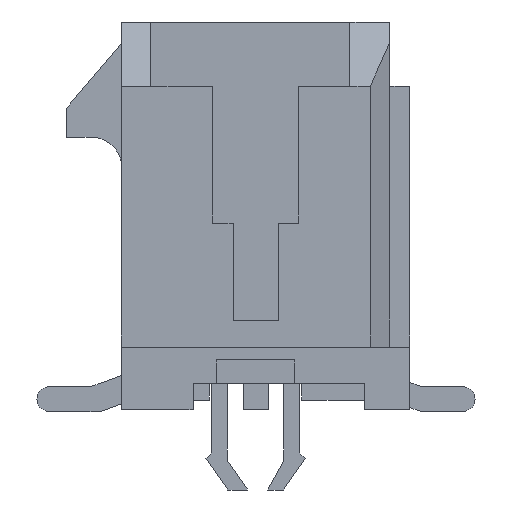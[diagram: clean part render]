
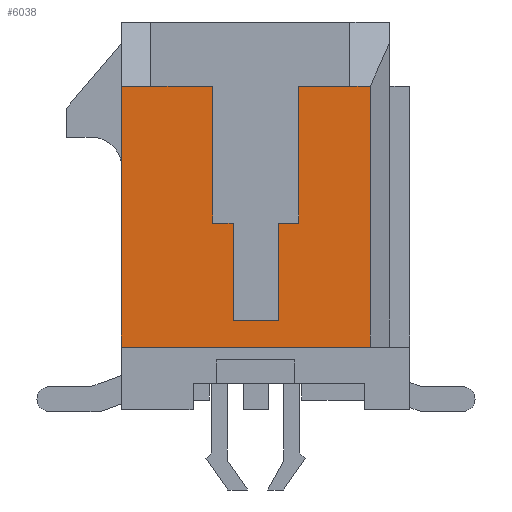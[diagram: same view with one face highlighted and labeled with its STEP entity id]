
A CAD part, left-side view. The second image highlights one B-rep face of the part: STEP entity #6038.
In plain terms, the highlighted planar face has unit normal (-1, 0, 0).
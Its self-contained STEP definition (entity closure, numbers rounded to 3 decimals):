
#1=DIRECTION('',(0.,0.,-1.));
#2=VECTOR('',#1,3.5);
#3=CARTESIAN_POINT('',(-9.325,-1.1,3.315));
#4=LINE('',#3,#2);
#5=DIRECTION('',(0.,1.,0.));
#6=VECTOR('',#5,1.31);
#7=CARTESIAN_POINT('',(-9.325,-2.41,3.315));
#8=LINE('',#7,#6);
#9=DIRECTION('',(0.,-1.,0.));
#10=VECTOR('',#9,0.52);
#11=CARTESIAN_POINT('',(-9.325,-2.41,3.315));
#12=LINE('',#11,#10);
#13=DIRECTION('',(0.,0.,-1.));
#14=VECTOR('',#13,6.67);
#15=CARTESIAN_POINT('',(-9.325,-2.93,3.315));
#16=LINE('',#15,#14);
#17=DIRECTION('',(0.,1.,0.));
#18=VECTOR('',#17,6.36);
#19=CARTESIAN_POINT('',(-9.325,-2.93,-3.355));
#20=LINE('',#19,#18);
#21=DIRECTION('',(0.,0.,1.));
#22=VECTOR('',#21,6.67);
#23=CARTESIAN_POINT('',(-9.325,3.43,-3.355));
#24=LINE('',#23,#22);
#25=DIRECTION('',(0.,-1.,0.));
#26=VECTOR('',#25,0.75);
#27=CARTESIAN_POINT('',(-9.325,3.43,3.315));
#28=LINE('',#27,#26);
#29=DIRECTION('',(0.,1.,0.));
#30=VECTOR('',#29,1.58);
#31=CARTESIAN_POINT('',(-9.325,1.1,3.315));
#32=LINE('',#31,#30);
#33=DIRECTION('',(0.,0.,-1.));
#34=VECTOR('',#33,3.5);
#35=CARTESIAN_POINT('',(-9.325,1.1,3.315));
#36=LINE('',#35,#34);
#37=DIRECTION('',(0.,1.,0.));
#38=VECTOR('',#37,0.525);
#39=CARTESIAN_POINT('',(-9.325,0.575,-0.185));
#40=LINE('',#39,#38);
#41=DIRECTION('',(0.,0.,1.));
#42=VECTOR('',#41,2.5);
#43=CARTESIAN_POINT('',(-9.325,0.575,-2.685));
#44=LINE('',#43,#42);
#45=DIRECTION('',(0.,1.,0.));
#46=VECTOR('',#45,1.15);
#47=CARTESIAN_POINT('',(-9.325,-0.575,-2.685));
#48=LINE('',#47,#46);
#49=DIRECTION('',(0.,0.,-1.));
#50=VECTOR('',#49,2.5);
#51=CARTESIAN_POINT('',(-9.325,-0.575,-0.185));
#52=LINE('',#51,#50);
#53=DIRECTION('',(0.,1.,0.));
#54=VECTOR('',#53,0.525);
#55=CARTESIAN_POINT('',(-9.325,-1.1,-0.185));
#56=LINE('',#55,#54);
#4568=CARTESIAN_POINT('',(-9.325,3.43,3.315));
#4570=VERTEX_POINT('',#4568);
#4619=CARTESIAN_POINT('',(-9.325,2.68,3.315));
#4620=VERTEX_POINT('',#4619);
#4621=CARTESIAN_POINT('',(-9.325,-2.41,3.315));
#4622=VERTEX_POINT('',#4621);
#4811=CARTESIAN_POINT('',(-9.325,-1.1,3.315));
#4812=CARTESIAN_POINT('',(-9.325,-1.1,-0.185));
#4813=VERTEX_POINT('',#4811);
#4814=VERTEX_POINT('',#4812);
#4815=CARTESIAN_POINT('',(-9.325,-0.575,-0.185));
#4816=VERTEX_POINT('',#4815);
#4817=CARTESIAN_POINT('',(-9.325,-0.575,-2.685));
#4818=VERTEX_POINT('',#4817);
#4819=CARTESIAN_POINT('',(-9.325,0.575,-2.685));
#4820=VERTEX_POINT('',#4819);
#4821=CARTESIAN_POINT('',(-9.325,0.575,-0.185));
#4822=VERTEX_POINT('',#4821);
#4823=CARTESIAN_POINT('',(-9.325,1.1,-0.185));
#4824=VERTEX_POINT('',#4823);
#4825=CARTESIAN_POINT('',(-9.325,1.1,3.315));
#4826=VERTEX_POINT('',#4825);
#5345=CARTESIAN_POINT('',(-9.325,3.43,-3.355));
#5346=VERTEX_POINT('',#5345);
#5355=CARTESIAN_POINT('',(-9.325,-2.93,3.315));
#5356=VERTEX_POINT('',#5355);
#5357=CARTESIAN_POINT('',(-9.325,-2.93,-3.355));
#5358=VERTEX_POINT('',#5357);
#6003=CARTESIAN_POINT('',(-9.325,0.,0.));
#6004=DIRECTION('',(1.,0.,0.));
#6005=DIRECTION('',(0.,0.,-1.));
#6006=AXIS2_PLACEMENT_3D('',#6003,#6004,#6005);
#6007=PLANE('',#6006);
#6009=ORIENTED_EDGE('',*,*,#6008,.F.);
#6011=ORIENTED_EDGE('',*,*,#6010,.F.);
#6013=ORIENTED_EDGE('',*,*,#6012,.T.);
#6015=ORIENTED_EDGE('',*,*,#6014,.T.);
#6017=ORIENTED_EDGE('',*,*,#6016,.T.);
#6019=ORIENTED_EDGE('',*,*,#6018,.T.);
#6021=ORIENTED_EDGE('',*,*,#6020,.T.);
#6023=ORIENTED_EDGE('',*,*,#6022,.F.);
#6025=ORIENTED_EDGE('',*,*,#6024,.T.);
#6027=ORIENTED_EDGE('',*,*,#6026,.F.);
#6029=ORIENTED_EDGE('',*,*,#6028,.F.);
#6031=ORIENTED_EDGE('',*,*,#6030,.F.);
#6033=ORIENTED_EDGE('',*,*,#6032,.F.);
#6035=ORIENTED_EDGE('',*,*,#6034,.F.);
#6036=EDGE_LOOP('',(#6009,#6011,#6013,#6015,#6017,#6019,#6021,#6023,#6025,#6027,
#6029,#6031,#6033,#6035));
#6037=FACE_OUTER_BOUND('',#6036,.F.);
#6038=ADVANCED_FACE('',(#6037),#6007,.F.);
#6008=EDGE_CURVE('',#4813,#4814,#4,.T.);
#6010=EDGE_CURVE('',#4622,#4813,#8,.T.);
#6012=EDGE_CURVE('',#4622,#5356,#12,.T.);
#6014=EDGE_CURVE('',#5356,#5358,#16,.T.);
#6016=EDGE_CURVE('',#5358,#5346,#20,.T.);
#6018=EDGE_CURVE('',#5346,#4570,#24,.T.);
#6020=EDGE_CURVE('',#4570,#4620,#28,.T.);
#6022=EDGE_CURVE('',#4826,#4620,#32,.T.);
#6024=EDGE_CURVE('',#4826,#4824,#36,.T.);
#6026=EDGE_CURVE('',#4822,#4824,#40,.T.);
#6028=EDGE_CURVE('',#4820,#4822,#44,.T.);
#6030=EDGE_CURVE('',#4818,#4820,#48,.T.);
#6032=EDGE_CURVE('',#4816,#4818,#52,.T.);
#6034=EDGE_CURVE('',#4814,#4816,#56,.T.);
